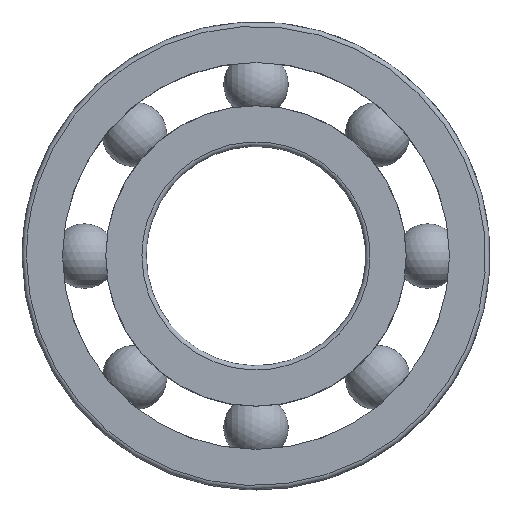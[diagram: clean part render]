
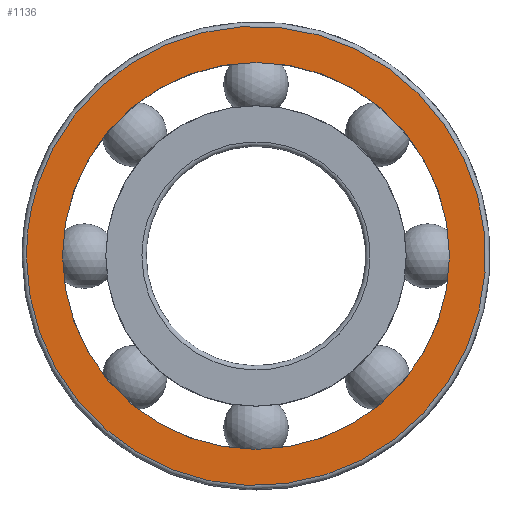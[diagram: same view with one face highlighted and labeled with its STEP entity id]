
A CAD part, top view. The second image highlights one B-rep face of the part: STEP entity #1136.
In plain terms, the highlighted face is planar.
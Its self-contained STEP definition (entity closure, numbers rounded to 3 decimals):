
#1069=CARTESIAN_POINT('',(0.,15.7,0.));
#1070=VERTEX_POINT('',#1069);
#1071=CARTESIAN_POINT('',(0.,14.932,4.852));
#1072=VERTEX_POINT('',#1071);
#1073=CARTESIAN_POINT('',(0.,0.,0.));
#1074=DIRECTION('',(0.,1.,0.));
#1075=DIRECTION('',(1.,0.,0.));
#1076=AXIS2_PLACEMENT_3D('',#1073,#1075,#1074);
#1077=CIRCLE('',#1076,15.7);
#1078=EDGE_CURVE('',#1070,#1072,#1077,.T.);
#1106=CARTESIAN_POINT('',(0.,0.,0.));
#1107=DIRECTION('',(0.,0.951,0.309));
#1108=DIRECTION('',(1.,0.,0.));
#1109=AXIS2_PLACEMENT_3D('',#1106,#1108,#1107);
#1110=CIRCLE('',#1109,15.7);
#1111=EDGE_CURVE('',#1072,#1070,#1110,.T.);
#1116=CARTESIAN_POINT('',(0.,0.,0.));
#1117=DIRECTION('',(0.,0.,1.));
#1118=DIRECTION('',(-1.,0.,0.));
#1119=AXIS2_PLACEMENT_3D('',#1116,#1118,#1117);
#1120=PLANE('',#1119);
#1121=ORIENTED_EDGE('',*,*,#1111,.F.);
#1122=ORIENTED_EDGE('',*,*,#1078,.F.);
#1123=EDGE_LOOP('',(#1121,#1122));
#1124=FACE_OUTER_BOUND('',#1123,.T.);
#1125=CARTESIAN_POINT('',(0.,13.229,0.));
#1126=VERTEX_POINT('',#1125);
#1127=CARTESIAN_POINT('',(0.,0.,0.));
#1128=DIRECTION('',(0.,1.,0.));
#1129=DIRECTION('',(1.,0.,0.));
#1130=AXIS2_PLACEMENT_3D('',#1127,#1129,#1128);
#1131=CIRCLE('',#1130,13.229);
#1132=EDGE_CURVE('',#1126,#1126,#1131,.T.);
#1133=ORIENTED_EDGE('E99',*,*,#1132,.T.);
#1134=EDGE_LOOP('',(#1133));
#1135=FACE_BOUND('',#1134,.T.);
#1136=ADVANCED_FACE('F35',(#1124,#1135),#1120,.T.);
